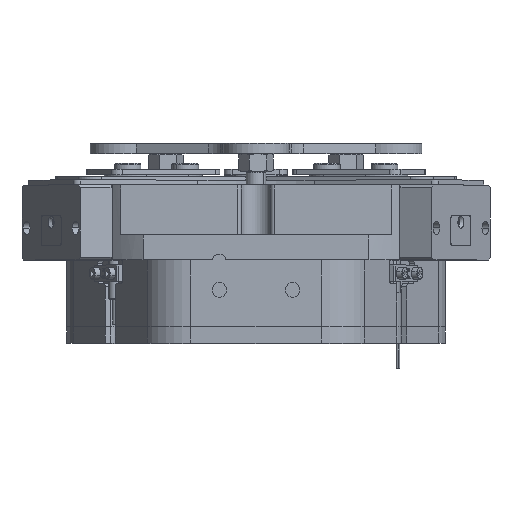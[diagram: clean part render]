
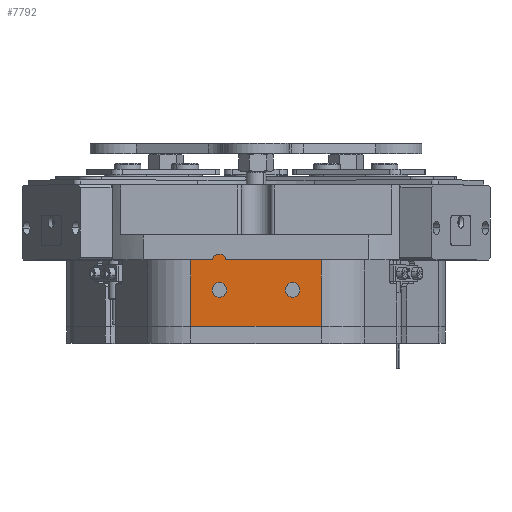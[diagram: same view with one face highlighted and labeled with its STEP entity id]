
A CAD part, top view. The second image highlights one B-rep face of the part: STEP entity #7792.
In plain terms, the highlighted planar face has unit normal (0, 0, 1).
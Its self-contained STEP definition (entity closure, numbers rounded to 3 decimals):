
#433 = EDGE_CURVE ( 'NONE', #58442, #36768, #1118, .T. ) ;
#1118 = CIRCLE ( 'NONE', #66961, 4.4 ) ;
#1152 = CIRCLE ( 'NONE', #29329, 4.4 ) ;
#2058 = ORIENTED_EDGE ( 'NONE', *, *, #17530, .F. ) ;
#2949 = VERTEX_POINT ( 'NONE', #50292 ) ;
#3796 = LINE ( 'NONE', #17280, #53795 ) ;
#4223 = ORIENTED_EDGE ( 'NONE', *, *, #23303, .F. ) ;
#4259 = DIRECTION ( 'NONE',  ( 0., 0., 1. ) ) ;
#5331 = EDGE_CURVE ( 'NONE', #10591, #34222, #15013, .T. ) ;
#6023 = EDGE_CURVE ( 'NONE', #64663, #12529, #41207, .T. ) ;
#6080 = CARTESIAN_POINT ( 'NONE',  ( -22., 39.5, 104. ) ) ;
#6742 = CARTESIAN_POINT ( 'NONE',  ( -26.4, 22., 104. ) ) ;
#7259 = DIRECTION ( 'NONE',  ( 1., 0., 0. ) ) ;
#7792 = ADVANCED_FACE ( 'NONE', ( #69931, #41057, #57138 ), #51092, .F. ) ;
#10181 = AXIS2_PLACEMENT_3D ( 'NONE', #6080, #54853, #44477 ) ;
#10267 = ORIENTED_EDGE ( 'NONE', *, *, #18589, .F. ) ;
#10591 = VERTEX_POINT ( 'NONE', #52448 ) ;
#12357 = EDGE_CURVE ( 'NONE', #64663, #10591, #56175, .T. ) ;
#12529 = VERTEX_POINT ( 'NONE', #14675 ) ;
#13187 = VERTEX_POINT ( 'NONE', #63273 ) ;
#13552 = DIRECTION ( 'NONE',  ( 0., 1., 0. ) ) ;
#13811 = CARTESIAN_POINT ( 'NONE',  ( 39.26, 40., 104. ) ) ;
#14141 = VERTEX_POINT ( 'NONE', #6742 ) ;
#14675 = CARTESIAN_POINT ( 'NONE',  ( -25.969, 40., 104. ) ) ;
#15013 = LINE ( 'NONE', #29895, #48900 ) ;
#15945 = LINE ( 'NONE', #13811, #31280 ) ;
#16008 = EDGE_CURVE ( 'NONE', #34222, #66271, #15945, .T. ) ;
#16799 = CARTESIAN_POINT ( 'NONE',  ( -39.26, 40., 104. ) ) ;
#17051 = EDGE_LOOP ( 'NONE', ( #17448, #4223 ) ) ;
#17280 = CARTESIAN_POINT ( 'NONE',  ( 0., 40., 104. ) ) ;
#17323 = CIRCLE ( 'NONE', #31690, 4.4 ) ;
#17448 = ORIENTED_EDGE ( 'NONE', *, *, #433, .F. ) ;
#17530 = EDGE_CURVE ( 'NONE', #13187, #66271, #3796, .T. ) ;
#18589 = EDGE_CURVE ( 'NONE', #2949, #14141, #1152, .T. ) ;
#19011 = EDGE_CURVE ( 'NONE', #13187, #12529, #35936, .T. ) ;
#22550 = DIRECTION ( 'NONE',  ( 1., 0., 0. ) ) ;
#23303 = EDGE_CURVE ( 'NONE', #36768, #58442, #56663, .T. ) ;
#27933 = ORIENTED_EDGE ( 'NONE', *, *, #45962, .F. ) ;
#28036 = CARTESIAN_POINT ( 'NONE',  ( -22., 22., 104. ) ) ;
#29329 = AXIS2_PLACEMENT_3D ( 'NONE', #62413, #29709, #67669 ) ;
#29709 = DIRECTION ( 'NONE',  ( 0., 0., 1. ) ) ;
#29895 = CARTESIAN_POINT ( 'NONE',  ( 0., 0., 104. ) ) ;
#30919 = DIRECTION ( 'NONE',  ( 0., -1., 0. ) ) ;
#31280 = VECTOR ( 'NONE', #13552, 1000. ) ;
#31690 = AXIS2_PLACEMENT_3D ( 'NONE', #28036, #37975, #33474 ) ;
#31855 = AXIS2_PLACEMENT_3D ( 'NONE', #35270, #68284, #57041 ) ;
#33474 = DIRECTION ( 'NONE',  ( 1., 0., 0. ) ) ;
#34222 = VERTEX_POINT ( 'NONE', #60703 ) ;
#35270 = CARTESIAN_POINT ( 'NONE',  ( 0., 40., 104. ) ) ;
#35794 = DIRECTION ( 'NONE',  ( 1., 0., 0. ) ) ;
#35936 = CIRCLE ( 'NONE', #10181, 4. ) ;
#36763 = CARTESIAN_POINT ( 'NONE',  ( 22., 22., 104. ) ) ;
#36768 = VERTEX_POINT ( 'NONE', #66192 ) ;
#37975 = DIRECTION ( 'NONE',  ( 0., 0., 1. ) ) ;
#39733 = DIRECTION ( 'NONE',  ( 0., 0., 1. ) ) ;
#41057 = FACE_BOUND ( 'NONE', #17051, .T. ) ;
#41207 = LINE ( 'NONE', #43623, #65835 ) ;
#42184 = DIRECTION ( 'NONE',  ( 1., 0., 0. ) ) ;
#42507 = EDGE_LOOP ( 'NONE', ( #10267, #27933 ) ) ;
#43623 = CARTESIAN_POINT ( 'NONE',  ( 0., 40., 104. ) ) ;
#44477 = DIRECTION ( 'NONE',  ( -1., 0., 0. ) ) ;
#44631 = ORIENTED_EDGE ( 'NONE', *, *, #16008, .T. ) ;
#45962 = EDGE_CURVE ( 'NONE', #14141, #2949, #17323, .T. ) ;
#48037 = AXIS2_PLACEMENT_3D ( 'NONE', #36763, #4259, #42184 ) ;
#48900 = VECTOR ( 'NONE', #35794, 1000. ) ;
#50292 = CARTESIAN_POINT ( 'NONE',  ( -17.6, 22., 104. ) ) ;
#50432 = DIRECTION ( 'NONE',  ( 1., 0., 0. ) ) ;
#51092 = PLANE ( 'NONE',  #31855 ) ;
#52448 = CARTESIAN_POINT ( 'NONE',  ( -39.26, 0., 104. ) ) ;
#52854 = ORIENTED_EDGE ( 'NONE', *, *, #19011, .T. ) ;
#53795 = VECTOR ( 'NONE', #50432, 1000. ) ;
#54853 = DIRECTION ( 'NONE',  ( 0., 0., 1. ) ) ;
#55212 = ORIENTED_EDGE ( 'NONE', *, *, #12357, .T. ) ;
#56175 = LINE ( 'NONE', #63375, #59647 ) ;
#56212 = CARTESIAN_POINT ( 'NONE',  ( 39.26, 40., 104. ) ) ;
#56415 = ORIENTED_EDGE ( 'NONE', *, *, #6023, .F. ) ;
#56663 = CIRCLE ( 'NONE', #48037, 4.4 ) ;
#57041 = DIRECTION ( 'NONE',  ( -1., 0., 0. ) ) ;
#57138 = FACE_BOUND ( 'NONE', #42507, .T. ) ;
#57709 = EDGE_LOOP ( 'NONE', ( #2058, #52854, #56415, #55212, #59957, #44631 ) ) ;
#58442 = VERTEX_POINT ( 'NONE', #69251 ) ;
#59647 = VECTOR ( 'NONE', #30919, 1000. ) ;
#59957 = ORIENTED_EDGE ( 'NONE', *, *, #5331, .T. ) ;
#60703 = CARTESIAN_POINT ( 'NONE',  ( 39.26, 0., 104. ) ) ;
#60808 = CARTESIAN_POINT ( 'NONE',  ( 22., 22., 104. ) ) ;
#62413 = CARTESIAN_POINT ( 'NONE',  ( -22., 22., 104. ) ) ;
#63273 = CARTESIAN_POINT ( 'NONE',  ( -18.031, 40., 104. ) ) ;
#63375 = CARTESIAN_POINT ( 'NONE',  ( -39.26, 0., 104. ) ) ;
#64663 = VERTEX_POINT ( 'NONE', #16799 ) ;
#65835 = VECTOR ( 'NONE', #22550, 1000. ) ;
#66192 = CARTESIAN_POINT ( 'NONE',  ( 17.6, 22., 104. ) ) ;
#66271 = VERTEX_POINT ( 'NONE', #56212 ) ;
#66961 = AXIS2_PLACEMENT_3D ( 'NONE', #60808, #39733, #7259 ) ;
#67669 = DIRECTION ( 'NONE',  ( 1., 0., 0. ) ) ;
#68284 = DIRECTION ( 'NONE',  ( 0., 0., -1. ) ) ;
#69251 = CARTESIAN_POINT ( 'NONE',  ( 26.4, 22., 104. ) ) ;
#69931 = FACE_OUTER_BOUND ( 'NONE', #57709, .T. ) ;
